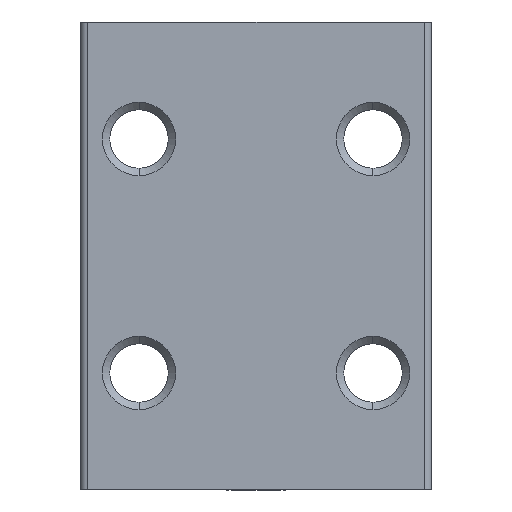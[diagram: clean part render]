
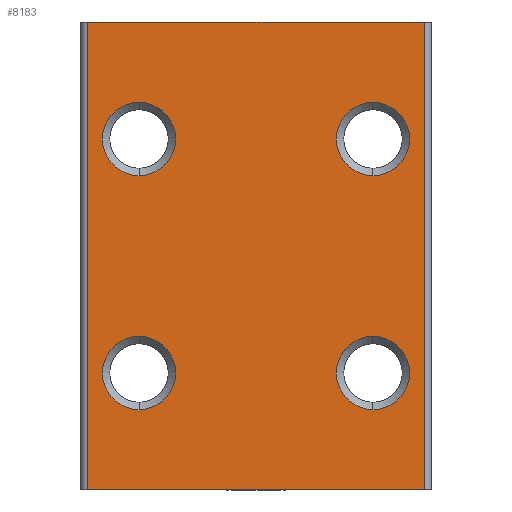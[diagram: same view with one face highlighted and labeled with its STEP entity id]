
A CAD part, front view. The second image highlights one B-rep face of the part: STEP entity #8183.
In plain terms, the highlighted planar face has unit normal (0, -1, 0).
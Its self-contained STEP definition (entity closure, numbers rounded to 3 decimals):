
#21 = AXIS2_PLACEMENT_3D ( 'NONE', #4121, #271, #4775 ) ;
#65 = CARTESIAN_POINT ( 'NONE',  ( -8., 0., 10.5 ) ) ;
#134 = DIRECTION ( 'NONE',  ( 0., 1., 0. ) ) ;
#186 = CIRCLE ( 'NONE', #1278, 2.5 ) ;
#213 = EDGE_CURVE ( 'NONE', #3842, #5658, #4841, .T. ) ;
#271 = DIRECTION ( 'NONE',  ( 0., 1., 0. ) ) ;
#298 = CIRCLE ( 'NONE', #2608, 2.5 ) ;
#372 = DIRECTION ( 'NONE',  ( 0., 1., 0. ) ) ;
#442 = DIRECTION ( 'NONE',  ( 0., 1., 0. ) ) ;
#499 = CIRCLE ( 'NONE', #5843, 2.5 ) ;
#536 = CARTESIAN_POINT ( 'NONE',  ( -11.5, 0., 32. ) ) ;
#605 = AXIS2_PLACEMENT_3D ( 'NONE', #3969, #134, #4627 ) ;
#727 = ORIENTED_EDGE ( 'NONE', *, *, #6293, .T. ) ;
#851 = PLANE ( 'NONE',  #1764 ) ;
#901 = CIRCLE ( 'NONE', #21, 2.5 ) ;
#967 = VECTOR ( 'NONE', #1903, 1000. ) ;
#1024 = VERTEX_POINT ( 'NONE', #2304 ) ;
#1116 = CARTESIAN_POINT ( 'NONE',  ( 8., 0., 24. ) ) ;
#1174 = EDGE_CURVE ( 'NONE', #7419, #7052, #499, .T. ) ;
#1214 = EDGE_LOOP ( 'NONE', ( #2100, #5377 ) ) ;
#1276 = FACE_OUTER_BOUND ( 'NONE', #4969, .T. ) ;
#1278 = AXIS2_PLACEMENT_3D ( 'NONE', #7578, #3716, #8214 ) ;
#1360 = ORIENTED_EDGE ( 'NONE', *, *, #8333, .T. ) ;
#1493 = CIRCLE ( 'NONE', #2282, 2.5 ) ;
#1707 = DIRECTION ( 'NONE',  ( 0., 0., 1. ) ) ;
#1759 = DIRECTION ( 'NONE',  ( 0., 0., 1. ) ) ;
#1764 = AXIS2_PLACEMENT_3D ( 'NONE', #6010, #2148, #6646 ) ;
#1837 = CARTESIAN_POINT ( 'NONE',  ( -8., 0., 21.5 ) ) ;
#1903 = DIRECTION ( 'NONE',  ( 1., 0., 0. ) ) ;
#1918 = EDGE_CURVE ( 'NONE', #7052, #7419, #5856, .T. ) ;
#2006 = VERTEX_POINT ( 'NONE', #3407 ) ;
#2100 = ORIENTED_EDGE ( 'NONE', *, *, #2619, .T. ) ;
#2148 = DIRECTION ( 'NONE',  ( 0., 1., 0. ) ) ;
#2282 = AXIS2_PLACEMENT_3D ( 'NONE', #6373, #2513, #7003 ) ;
#2303 = VERTEX_POINT ( 'NONE', #65 ) ;
#2304 = CARTESIAN_POINT ( 'NONE',  ( 8., 0., 26.5 ) ) ;
#2471 = EDGE_CURVE ( 'NONE', #7872, #1024, #901, .T. ) ;
#2501 = EDGE_LOOP ( 'NONE', ( #5171, #7657 ) ) ;
#2503 = DIRECTION ( 'NONE',  ( 0., 1., 0. ) ) ;
#2513 = DIRECTION ( 'NONE',  ( 0., 1., 0. ) ) ;
#2608 = AXIS2_PLACEMENT_3D ( 'NONE', #4289, #442, #4945 ) ;
#2619 = EDGE_CURVE ( 'NONE', #4553, #2303, #298, .T. ) ;
#2774 = LINE ( 'NONE', #5946, #4495 ) ;
#2918 = VECTOR ( 'NONE', #4477, 1000. ) ;
#2965 = FACE_BOUND ( 'NONE', #5219, .T. ) ;
#3163 = VERTEX_POINT ( 'NONE', #6207 ) ;
#3215 = EDGE_CURVE ( 'NONE', #2303, #4553, #186, .T. ) ;
#3394 = CIRCLE ( 'NONE', #6333, 2.5 ) ;
#3407 = CARTESIAN_POINT ( 'NONE',  ( 11.5, 0., 32. ) ) ;
#3605 = CARTESIAN_POINT ( 'NONE',  ( 11.5, 0., 32. ) ) ;
#3645 = CARTESIAN_POINT ( 'NONE',  ( 8., 0., 21.5 ) ) ;
#3716 = DIRECTION ( 'NONE',  ( 0., 1., 0. ) ) ;
#3815 = CARTESIAN_POINT ( 'NONE',  ( -12., 0., 0. ) ) ;
#3842 = VERTEX_POINT ( 'NONE', #536 ) ;
#3909 = AXIS2_PLACEMENT_3D ( 'NONE', #4221, #372, #4884 ) ;
#3939 = ORIENTED_EDGE ( 'NONE', *, *, #8001, .T. ) ;
#3969 = CARTESIAN_POINT ( 'NONE',  ( 8., 0., 8. ) ) ;
#4044 = EDGE_LOOP ( 'NONE', ( #5814, #1360 ) ) ;
#4121 = CARTESIAN_POINT ( 'NONE',  ( 8., 0., 24. ) ) ;
#4221 = CARTESIAN_POINT ( 'NONE',  ( -8., 0., 24. ) ) ;
#4234 = EDGE_CURVE ( 'NONE', #3163, #2006, #8319, .T. ) ;
#4289 = CARTESIAN_POINT ( 'NONE',  ( -8., 0., 8. ) ) ;
#4380 = LINE ( 'NONE', #3815, #967 ) ;
#4477 = DIRECTION ( 'NONE',  ( 0., 0., -1. ) ) ;
#4495 = VECTOR ( 'NONE', #4640, 1000. ) ;
#4553 = VERTEX_POINT ( 'NONE', #7481 ) ;
#4627 = DIRECTION ( 'NONE',  ( 0., 0., 1. ) ) ;
#4640 = DIRECTION ( 'NONE',  ( 1., 0., 0. ) ) ;
#4650 = VERTEX_POINT ( 'NONE', #1837 ) ;
#4775 = DIRECTION ( 'NONE',  ( 0., 0., 1. ) ) ;
#4841 = LINE ( 'NONE', #6872, #2918 ) ;
#4871 = CARTESIAN_POINT ( 'NONE',  ( -8., 0., 26.5 ) ) ;
#4884 = DIRECTION ( 'NONE',  ( 0., 0., 1. ) ) ;
#4945 = DIRECTION ( 'NONE',  ( 0., 0., 1. ) ) ;
#4955 = VERTEX_POINT ( 'NONE', #4871 ) ;
#4969 = EDGE_LOOP ( 'NONE', ( #3939, #5025, #6571, #8063 ) ) ;
#5025 = ORIENTED_EDGE ( 'NONE', *, *, #4234, .T. ) ;
#5171 = ORIENTED_EDGE ( 'NONE', *, *, #1918, .T. ) ;
#5219 = EDGE_LOOP ( 'NONE', ( #7307, #727 ) ) ;
#5377 = ORIENTED_EDGE ( 'NONE', *, *, #3215, .T. ) ;
#5594 = CIRCLE ( 'NONE', #3909, 2.5 ) ;
#5613 = DIRECTION ( 'NONE',  ( 0., 1., 0. ) ) ;
#5658 = VERTEX_POINT ( 'NONE', #7067 ) ;
#5814 = ORIENTED_EDGE ( 'NONE', *, *, #6394, .T. ) ;
#5843 = AXIS2_PLACEMENT_3D ( 'NONE', #6362, #2503, #6995 ) ;
#5856 = CIRCLE ( 'NONE', #605, 2.5 ) ;
#5946 = CARTESIAN_POINT ( 'NONE',  ( -12., 0., 32. ) ) ;
#6010 = CARTESIAN_POINT ( 'NONE',  ( -12., 0., 32. ) ) ;
#6207 = CARTESIAN_POINT ( 'NONE',  ( 11.5, 0., 0. ) ) ;
#6293 = EDGE_CURVE ( 'NONE', #1024, #7872, #3394, .T. ) ;
#6333 = AXIS2_PLACEMENT_3D ( 'NONE', #1116, #5613, #1759 ) ;
#6362 = CARTESIAN_POINT ( 'NONE',  ( 8., 0., 8. ) ) ;
#6373 = CARTESIAN_POINT ( 'NONE',  ( -8., 0., 24. ) ) ;
#6394 = EDGE_CURVE ( 'NONE', #4650, #4955, #1493, .T. ) ;
#6571 = ORIENTED_EDGE ( 'NONE', *, *, #7604, .F. ) ;
#6602 = VECTOR ( 'NONE', #1707, 1000. ) ;
#6646 = DIRECTION ( 'NONE',  ( 0., 0., 1. ) ) ;
#6872 = CARTESIAN_POINT ( 'NONE',  ( -11.5, 0., 32. ) ) ;
#6975 = CARTESIAN_POINT ( 'NONE',  ( 8., 0., 10.5 ) ) ;
#6993 = FACE_BOUND ( 'NONE', #2501, .T. ) ;
#6995 = DIRECTION ( 'NONE',  ( 0., 0., 1. ) ) ;
#7003 = DIRECTION ( 'NONE',  ( 0., 0., 1. ) ) ;
#7052 = VERTEX_POINT ( 'NONE', #7157 ) ;
#7067 = CARTESIAN_POINT ( 'NONE',  ( -11.5, 0., 0. ) ) ;
#7157 = CARTESIAN_POINT ( 'NONE',  ( 8., 0., 5.5 ) ) ;
#7307 = ORIENTED_EDGE ( 'NONE', *, *, #2471, .T. ) ;
#7419 = VERTEX_POINT ( 'NONE', #6975 ) ;
#7481 = CARTESIAN_POINT ( 'NONE',  ( -8., 0., 5.5 ) ) ;
#7578 = CARTESIAN_POINT ( 'NONE',  ( -8., 0., 8. ) ) ;
#7604 = EDGE_CURVE ( 'NONE', #3842, #2006, #2774, .T. ) ;
#7657 = ORIENTED_EDGE ( 'NONE', *, *, #1174, .T. ) ;
#7872 = VERTEX_POINT ( 'NONE', #3645 ) ;
#8001 = EDGE_CURVE ( 'NONE', #5658, #3163, #4380, .T. ) ;
#8063 = ORIENTED_EDGE ( 'NONE', *, *, #213, .T. ) ;
#8096 = FACE_BOUND ( 'NONE', #1214, .T. ) ;
#8183 = ADVANCED_FACE ( 'NONE', ( #8096, #6993, #8306, #2965, #1276 ), #851, .F. ) ;
#8214 = DIRECTION ( 'NONE',  ( 0., 0., 1. ) ) ;
#8306 = FACE_BOUND ( 'NONE', #4044, .T. ) ;
#8319 = LINE ( 'NONE', #3605, #6602 ) ;
#8333 = EDGE_CURVE ( 'NONE', #4955, #4650, #5594, .T. ) ;
